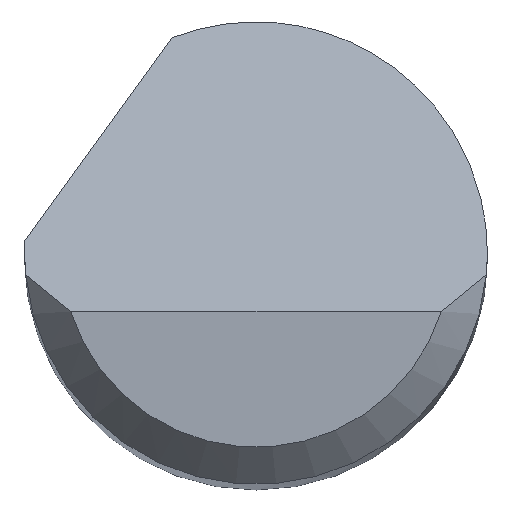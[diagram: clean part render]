
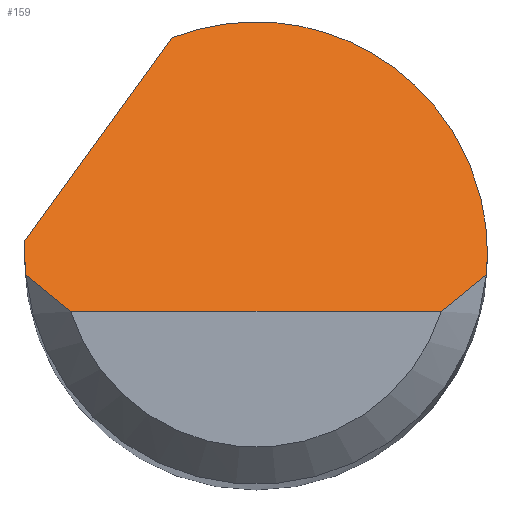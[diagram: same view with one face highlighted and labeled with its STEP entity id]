
A CAD part, top view. The second image highlights one B-rep face of the part: STEP entity #159.
In plain terms, the highlighted planar face has unit normal (0, 0.707, 0.707).
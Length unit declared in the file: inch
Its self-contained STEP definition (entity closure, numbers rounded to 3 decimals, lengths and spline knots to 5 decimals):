
#2 = EDGE_CURVE ( 'NONE', #389, #398, #684, .T. ) ;
#12 = CARTESIAN_POINT ( 'NONE',  ( 0.07508, -0.02375, 1.5 ) ) ;
#14 = VERTEX_POINT ( 'NONE', #375 ) ;
#17 = CARTESIAN_POINT ( 'NONE',  ( -0.09334, -0.00875, 1.485 ) ) ;
#23 = CARTESIAN_POINT ( 'NONE',  ( -0.09334, -0.00875, 1.485 ) ) ;
#28 = ORIENTED_EDGE ( 'NONE', *, *, #471, .F. ) ;
#60 = EDGE_CURVE ( 'NONE', #220, #481, #86, .T. ) ;
#86 =( BOUNDED_CURVE ( )  B_SPLINE_CURVE ( 3, ( #319, #748, #309, #440 ),
 .UNSPECIFIED., .F., .F. ) 
 B_SPLINE_CURVE_WITH_KNOTS ( ( 4, 4 ),
 ( 5.91277, 7.85398 ),
 .UNSPECIFIED. ) 
 CURVE ( )  GEOMETRIC_REPRESENTATION_ITEM ( )  RATIONAL_B_SPLINE_CURVE ( ( 1., 0.71, 0.71, 1. ) ) 
 REPRESENTATION_ITEM ( '' )  );
#92 = CARTESIAN_POINT ( 'NONE',  ( -0.11014, -0.01781, 1.49406 ) ) ;
#101 = CARTESIAN_POINT ( 'NONE',  ( 0.09375, 0., 1.47625 ) ) ;
#115 = CARTESIAN_POINT ( 'NONE',  ( -0.09375, 0.00167, 1.47458 ) ) ;
#120 = CARTESIAN_POINT ( 'NONE',  ( -0.09371, 0.00333, 1.47292 ) ) ;
#128 = ORIENTED_EDGE ( 'NONE', *, *, #60, .F. ) ;
#133 = DIRECTION ( 'NONE',  ( 1., 0., 0. ) ) ;
#139 = AXIS2_PLACEMENT_3D ( 'NONE', #516, #267, #337 ) ;
#143 = ORIENTED_EDGE ( 'NONE', *, *, #728, .F. ) ;
#159 = ADVANCED_FACE ( 'NONE', ( #281 ), #330, .F. ) ;
#168 =( BOUNDED_CURVE ( )  B_SPLINE_CURVE ( 3, ( #17, #373, #190, #360 ),
 .UNSPECIFIED., .F., .F. ) 
 B_SPLINE_CURVE_WITH_KNOTS ( ( 4, 4 ),
 ( 4.61892, 4.71239 ),
 .UNSPECIFIED. ) 
 CURVE ( )  GEOMETRIC_REPRESENTATION_ITEM ( )  RATIONAL_B_SPLINE_CURVE ( ( 1., 0.999, 0.999, 1. ) ) 
 REPRESENTATION_ITEM ( '' )  );
#190 = CARTESIAN_POINT ( 'NONE',  ( -0.09375, -0.00292, 1.47917 ) ) ;
#201 = EDGE_LOOP ( 'NONE', ( #523, #254, #548, #128, #28, #143, #260, #613 ) ) ;
#210 = CARTESIAN_POINT ( 'NONE',  ( 0.07508, -0.02375, 1.5 ) ) ;
#218 = CARTESIAN_POINT ( 'NONE',  ( 0.08157, -0.019, 1.49525 ) ) ;
#220 = VERTEX_POINT ( 'NONE', #632 ) ;
#234 = CARTESIAN_POINT ( 'NONE',  ( -0.08761, -0.01397, 1.49022 ) ) ;
#252 = EDGE_CURVE ( 'NONE', #481, #679, #518, .T. ) ;
#254 = ORIENTED_EDGE ( 'NONE', *, *, #531, .T. ) ;
#260 = ORIENTED_EDGE ( 'NONE', *, *, #372, .F. ) ;
#267 = DIRECTION ( 'NONE',  ( 0., -0.707, -0.707 ) ) ;
#281 = FACE_OUTER_BOUND ( 'NONE', #201, .T. ) ;
#285 = CARTESIAN_POINT ( 'NONE',  ( 0.09334, -0.00875, 1.485 ) ) ;
#294 = CARTESIAN_POINT ( 'NONE',  ( -0.09334, -0.00875, 1.485 ) ) ;
#297 = CARTESIAN_POINT ( 'NONE',  ( 0.09334, -0.00875, 1.485 ) ) ;
#307 = B_SPLINE_CURVE_WITH_KNOTS ( 'NONE', 3,
 ( #210, #218, #756, #392 ),
 .UNSPECIFIED., .F., .F.,
 ( 4, 4 ),
 ( 0., 0.00071 ),
 .UNSPECIFIED. ) ;
#309 = CARTESIAN_POINT ( 'NONE',  ( 0.09375, 0.07266, 1.40359 ) ) ;
#319 = CARTESIAN_POINT ( 'NONE',  ( -0.03394, 0.08739, 1.38886 ) ) ;
#330 = PLANE ( 'NONE',  #139 ) ;
#332 =( BOUNDED_CURVE ( )  B_SPLINE_CURVE ( 3, ( #472, #115, #120, #668 ),
 .UNSPECIFIED., .F., .F. ) 
 B_SPLINE_CURVE_WITH_KNOTS ( ( 4, 4 ),
 ( 4.71239, 4.76575 ),
 .UNSPECIFIED. ) 
 CURVE ( )  GEOMETRIC_REPRESENTATION_ITEM ( )  RATIONAL_B_SPLINE_CURVE ( ( 1., 1., 1., 1. ) ) 
 REPRESENTATION_ITEM ( '' )  );
#337 = DIRECTION ( 'NONE',  ( 0., 0.707, -0.707 ) ) ;
#339 = LINE ( 'NONE', #92, #441 ) ;
#360 = CARTESIAN_POINT ( 'NONE',  ( -0.09375, 0., 1.47625 ) ) ;
#372 = EDGE_CURVE ( 'NONE', #455, #757, #168, .T. ) ;
#373 = CARTESIAN_POINT ( 'NONE',  ( -0.09361, -0.00584, 1.48209 ) ) ;
#375 = CARTESIAN_POINT ( 'NONE',  ( -0.09362, 0.005, 1.47125 ) ) ;
#385 = CARTESIAN_POINT ( 'NONE',  ( 0., -0.02375, 1.5 ) ) ;
#389 = VERTEX_POINT ( 'NONE', #430 ) ;
#392 = CARTESIAN_POINT ( 'NONE',  ( 0.09334, -0.00875, 1.485 ) ) ;
#398 = VERTEX_POINT ( 'NONE', #12 ) ;
#430 = CARTESIAN_POINT ( 'NONE',  ( -0.07508, -0.02375, 1.5 ) ) ;
#440 = CARTESIAN_POINT ( 'NONE',  ( 0.09375, 0., 1.47625 ) ) ;
#441 = VECTOR ( 'NONE', #509, 39.37008 ) ;
#455 = VERTEX_POINT ( 'NONE', #23 ) ;
#470 = CARTESIAN_POINT ( 'NONE',  ( -0.07508, -0.02375, 1.5 ) ) ;
#471 = EDGE_CURVE ( 'NONE', #14, #220, #339, .T. ) ;
#472 = CARTESIAN_POINT ( 'NONE',  ( -0.09375, 0., 1.47625 ) ) ;
#481 = VERTEX_POINT ( 'NONE', #750 ) ;
#509 = DIRECTION ( 'NONE',  ( 0.456, 0.629, -0.629 ) ) ;
#516 = CARTESIAN_POINT ( 'NONE',  ( -0.09375, -0.02375, 1.5 ) ) ;
#518 =( BOUNDED_CURVE ( )  B_SPLINE_CURVE ( 3, ( #101, #714, #593, #285 ),
 .UNSPECIFIED., .F., .F. ) 
 B_SPLINE_CURVE_WITH_KNOTS ( ( 4, 4 ),
 ( 1.5708, 1.66427 ),
 .UNSPECIFIED. ) 
 CURVE ( )  GEOMETRIC_REPRESENTATION_ITEM ( )  RATIONAL_B_SPLINE_CURVE ( ( 1., 0.999, 0.999, 1. ) ) 
 REPRESENTATION_ITEM ( '' )  );
#523 = ORIENTED_EDGE ( 'NONE', *, *, #2, .T. ) ;
#529 = CARTESIAN_POINT ( 'NONE',  ( -0.08157, -0.019, 1.49525 ) ) ;
#531 = EDGE_CURVE ( 'NONE', #398, #679, #307, .T. ) ;
#548 = ORIENTED_EDGE ( 'NONE', *, *, #252, .F. ) ;
#593 = CARTESIAN_POINT ( 'NONE',  ( 0.09361, -0.00584, 1.48209 ) ) ;
#601 = CARTESIAN_POINT ( 'NONE',  ( -0.09375, 0., 1.47625 ) ) ;
#609 = EDGE_CURVE ( 'NONE', #455, #389, #705, .T. ) ;
#613 = ORIENTED_EDGE ( 'NONE', *, *, #609, .T. ) ;
#632 = CARTESIAN_POINT ( 'NONE',  ( -0.03394, 0.08739, 1.38886 ) ) ;
#637 = VECTOR ( 'NONE', #133, 39.37008 ) ;
#668 = CARTESIAN_POINT ( 'NONE',  ( -0.09362, 0.005, 1.47125 ) ) ;
#679 = VERTEX_POINT ( 'NONE', #297 ) ;
#684 = LINE ( 'NONE', #385, #637 ) ;
#705 = B_SPLINE_CURVE_WITH_KNOTS ( 'NONE', 3,
 ( #294, #234, #529, #470 ),
 .UNSPECIFIED., .F., .F.,
 ( 4, 4 ),
 ( 0., 0.00071 ),
 .UNSPECIFIED. ) ;
#714 = CARTESIAN_POINT ( 'NONE',  ( 0.09375, -0.00292, 1.47917 ) ) ;
#728 = EDGE_CURVE ( 'NONE', #757, #14, #332, .T. ) ;
#748 = CARTESIAN_POINT ( 'NONE',  ( 0.03379, 0.11369, 1.36256 ) ) ;
#750 = CARTESIAN_POINT ( 'NONE',  ( 0.09375, 0., 1.47625 ) ) ;
#756 = CARTESIAN_POINT ( 'NONE',  ( 0.08761, -0.01397, 1.49022 ) ) ;
#757 = VERTEX_POINT ( 'NONE', #601 ) ;
